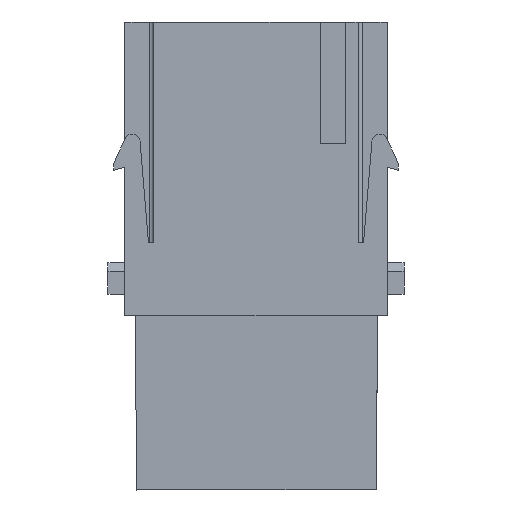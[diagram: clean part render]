
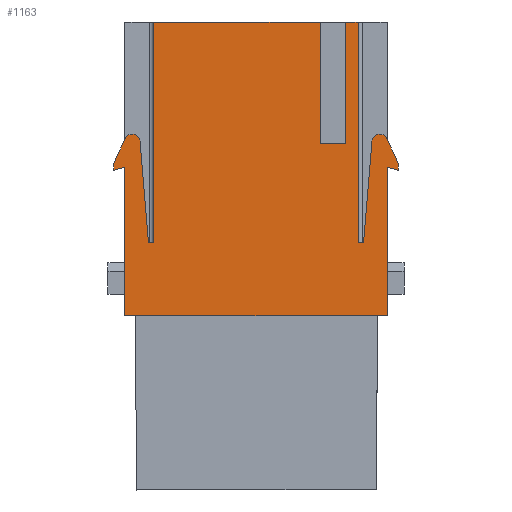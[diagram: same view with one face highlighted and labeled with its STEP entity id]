
A CAD part, left-side view. The second image highlights one B-rep face of the part: STEP entity #1163.
In plain terms, the highlighted planar face has unit normal (-1, 0, 0).
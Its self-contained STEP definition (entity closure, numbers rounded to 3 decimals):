
#838=FACE_OUTER_BOUND('',#2204,.T.);
#1163=ADVANCED_FACE('',(#838),#1518,.F.);
#1518=PLANE('',#7564);
#2035=CIRCLE('',#7562,0.9);
#2036=CIRCLE('',#7563,0.9);
#2204=EDGE_LOOP('',(#2841,#2842,#2843,#2844,#2845,#2846,#2847,#2848,#2849,
#2850,#2851,#2852,#2853,#2854,#2855,#2856,#2857,#2858,#2859,#2860,#2861,
#2862));
#2841=ORIENTED_EDGE('',*,*,#5323,.F.);
#2842=ORIENTED_EDGE('',*,*,#5324,.F.);
#2843=ORIENTED_EDGE('',*,*,#5325,.F.);
#2844=ORIENTED_EDGE('',*,*,#5326,.F.);
#2845=ORIENTED_EDGE('',*,*,#5327,.T.);
#2846=ORIENTED_EDGE('',*,*,#5328,.F.);
#2847=ORIENTED_EDGE('',*,*,#5329,.T.);
#2848=ORIENTED_EDGE('',*,*,#5318,.F.);
#2849=ORIENTED_EDGE('',*,*,#5330,.F.);
#2850=ORIENTED_EDGE('',*,*,#5331,.F.);
#2851=ORIENTED_EDGE('',*,*,#5332,.F.);
#2852=ORIENTED_EDGE('',*,*,#5333,.F.);
#2853=ORIENTED_EDGE('',*,*,#5334,.F.);
#2854=ORIENTED_EDGE('',*,*,#5335,.T.);
#2855=ORIENTED_EDGE('',*,*,#5297,.T.);
#2856=ORIENTED_EDGE('',*,*,#5336,.F.);
#2857=ORIENTED_EDGE('',*,*,#5337,.F.);
#2858=ORIENTED_EDGE('',*,*,#5338,.F.);
#2859=ORIENTED_EDGE('',*,*,#5339,.F.);
#2860=ORIENTED_EDGE('',*,*,#5340,.F.);
#2861=ORIENTED_EDGE('',*,*,#5341,.F.);
#2862=ORIENTED_EDGE('',*,*,#5314,.F.);
#4668=VERTEX_POINT('',#10104);
#4669=VERTEX_POINT('',#10106);
#4684=VERTEX_POINT('',#10139);
#4685=VERTEX_POINT('',#10141);
#4688=VERTEX_POINT('',#10148);
#4689=VERTEX_POINT('',#10150);
#4693=VERTEX_POINT('',#10160);
#4694=VERTEX_POINT('',#10162);
#4695=VERTEX_POINT('',#10164);
#4696=VERTEX_POINT('',#10166);
#4697=VERTEX_POINT('',#10168);
#4698=VERTEX_POINT('',#10170);
#4699=VERTEX_POINT('',#10173);
#4700=VERTEX_POINT('',#10175);
#4701=VERTEX_POINT('',#10177);
#4702=VERTEX_POINT('',#10179);
#4703=VERTEX_POINT('',#10181);
#4704=VERTEX_POINT('',#10184);
#4705=VERTEX_POINT('',#10186);
#4706=VERTEX_POINT('',#10188);
#4707=VERTEX_POINT('',#10190);
#4708=VERTEX_POINT('',#10192);
#5297=EDGE_CURVE('',#4669,#4668,#6116,.T.);
#5314=EDGE_CURVE('',#4684,#4685,#6131,.T.);
#5318=EDGE_CURVE('',#4688,#4689,#6135,.T.);
#5323=EDGE_CURVE('',#4693,#4684,#6139,.T.);
#5324=EDGE_CURVE('',#4694,#4693,#6140,.T.);
#5325=EDGE_CURVE('',#4695,#4694,#6141,.T.);
#5326=EDGE_CURVE('',#4696,#4695,#6142,.T.);
#5327=EDGE_CURVE('',#4696,#4697,#6143,.T.);
#5328=EDGE_CURVE('',#4698,#4697,#6144,.T.);
#5329=EDGE_CURVE('',#4698,#4689,#6145,.T.);
#5330=EDGE_CURVE('',#4699,#4688,#6146,.T.);
#5331=EDGE_CURVE('',#4700,#4699,#2035,.T.);
#5332=EDGE_CURVE('',#4701,#4700,#6147,.T.);
#5333=EDGE_CURVE('',#4702,#4701,#6148,.T.);
#5334=EDGE_CURVE('',#4703,#4702,#6149,.T.);
#5335=EDGE_CURVE('',#4703,#4669,#6150,.T.);
#5336=EDGE_CURVE('',#4704,#4668,#6151,.T.);
#5337=EDGE_CURVE('',#4705,#4704,#6152,.T.);
#5338=EDGE_CURVE('',#4706,#4705,#6153,.T.);
#5339=EDGE_CURVE('',#4707,#4706,#6154,.T.);
#5340=EDGE_CURVE('',#4708,#4707,#2036,.T.);
#5341=EDGE_CURVE('',#4685,#4708,#6155,.T.);
#6116=LINE('',#10105,#6775);
#6131=LINE('',#10140,#6790);
#6135=LINE('',#10149,#6794);
#6139=LINE('',#10159,#6798);
#6140=LINE('',#10161,#6799);
#6141=LINE('',#10163,#6800);
#6142=LINE('',#10165,#6801);
#6143=LINE('',#10167,#6802);
#6144=LINE('',#10169,#6803);
#6145=LINE('',#10171,#6804);
#6146=LINE('',#10172,#6805);
#6147=LINE('',#10176,#6806);
#6148=LINE('',#10178,#6807);
#6149=LINE('',#10180,#6808);
#6150=LINE('',#10182,#6809);
#6151=LINE('',#10183,#6810);
#6152=LINE('',#10185,#6811);
#6153=LINE('',#10187,#6812);
#6154=LINE('',#10189,#6813);
#6155=LINE('',#10193,#6814);
#6775=VECTOR('',#8049,1.);
#6790=VECTOR('',#8072,1.);
#6794=VECTOR('',#8078,1.);
#6798=VECTOR('',#8086,1.);
#6799=VECTOR('',#8087,1.);
#6800=VECTOR('',#8088,1.);
#6801=VECTOR('',#8089,1.);
#6802=VECTOR('',#8090,1.);
#6803=VECTOR('',#8091,1.);
#6804=VECTOR('',#8092,1.);
#6805=VECTOR('',#8093,1.);
#6806=VECTOR('',#8096,1.);
#6807=VECTOR('',#8097,1.);
#6808=VECTOR('',#8098,1.);
#6809=VECTOR('',#8099,1.);
#6810=VECTOR('',#8100,1.);
#6811=VECTOR('',#8101,1.);
#6812=VECTOR('',#8102,1.);
#6813=VECTOR('',#8103,1.);
#6814=VECTOR('',#8106,1.);
#7562=AXIS2_PLACEMENT_3D('',#10174,#8094,#8095);
#7563=AXIS2_PLACEMENT_3D('',#10191,#8104,#8105);
#7564=AXIS2_PLACEMENT_3D('',#10194,#8107,#8108);
#8049=DIRECTION('',(0.,-1.,0.));
#8072=DIRECTION('',(0.,-1.,0.));
#8078=DIRECTION('',(0.,-1.,0.));
#8086=DIRECTION('',(0.,0.,-1.));
#8087=DIRECTION('',(0.,-1.,0.));
#8088=DIRECTION('',(0.,0.,1.));
#8089=DIRECTION('',(0.,-1.,0.));
#8090=DIRECTION('',(0.,0.,1.));
#8091=DIRECTION('',(0.,-1.,0.));
#8092=DIRECTION('',(0.,0.,-1.));
#8093=DIRECTION('',(0.,-0.084,-0.996));
#8094=DIRECTION('',(1.,0.,0.));
#8095=DIRECTION('',(0.,1.,0.));
#8096=DIRECTION('',(0.,-0.423,0.906));
#8097=DIRECTION('',(0.,0.,1.));
#8098=DIRECTION('',(0.,0.966,-0.259));
#8099=DIRECTION('',(0.,0.,-1.));
#8100=DIRECTION('',(0.,0.,-1.));
#8101=DIRECTION('',(0.,0.966,0.259));
#8102=DIRECTION('',(0.,0.,-1.));
#8103=DIRECTION('',(0.,-0.423,-0.906));
#8104=DIRECTION('',(1.,0.,0.));
#8105=DIRECTION('',(0.,-1.,0.));
#8106=DIRECTION('',(0.,-0.084,0.996));
#8107=DIRECTION('',(1.,0.,0.));
#8108=DIRECTION('',(0.,0.,-1.));
#10104=CARTESIAN_POINT('',(-7.3,-15.15,-17.747));
#10105=CARTESIAN_POINT('',(-7.3,-15.15,-17.747));
#10106=CARTESIAN_POINT('',(-7.3,15.15,-17.747));
#10139=CARTESIAN_POINT('',(-7.3,-11.8,-9.297));
#10140=CARTESIAN_POINT('',(-7.3,-15.15,-9.297));
#10141=CARTESIAN_POINT('',(-7.3,-12.415,-9.297));
#10148=CARTESIAN_POINT('',(-7.3,12.415,-9.297));
#10149=CARTESIAN_POINT('',(-7.3,11.8,-9.297));
#10150=CARTESIAN_POINT('',(-7.3,11.8,-9.297));
#10159=CARTESIAN_POINT('',(-7.3,-11.8,-9.297));
#10160=CARTESIAN_POINT('',(-7.3,-11.8,16.153));
#10161=CARTESIAN_POINT('',(-7.3,0.,16.153));
#10162=CARTESIAN_POINT('',(-7.3,-10.3,16.153));
#10163=CARTESIAN_POINT('',(-7.3,-10.3,2.153));
#10164=CARTESIAN_POINT('',(-7.3,-10.3,2.153));
#10165=CARTESIAN_POINT('',(-7.3,-7.4,2.153));
#10166=CARTESIAN_POINT('',(-7.3,-7.4,2.153));
#10167=CARTESIAN_POINT('',(-7.3,-7.4,2.153));
#10168=CARTESIAN_POINT('',(-7.3,-7.4,16.153));
#10169=CARTESIAN_POINT('',(-7.3,0.,16.153));
#10170=CARTESIAN_POINT('',(-7.3,11.8,16.153));
#10171=CARTESIAN_POINT('',(-7.3,11.8,-9.297));
#10172=CARTESIAN_POINT('',(-7.3,13.395,2.378));
#10173=CARTESIAN_POINT('',(-7.3,13.395,2.378));
#10174=CARTESIAN_POINT('',(-7.3,14.292,2.303));
#10175=CARTESIAN_POINT('',(-7.3,15.108,2.683));
#10176=CARTESIAN_POINT('',(-7.3,16.45,-0.196));
#10177=CARTESIAN_POINT('',(-7.3,16.45,-0.196));
#10178=CARTESIAN_POINT('',(-7.3,16.45,-0.974));
#10179=CARTESIAN_POINT('',(-7.3,16.45,-0.974));
#10180=CARTESIAN_POINT('',(-7.3,15.654,-0.761));
#10181=CARTESIAN_POINT('',(-7.3,15.15,-0.626));
#10182=CARTESIAN_POINT('',(-7.3,15.15,-17.747));
#10183=CARTESIAN_POINT('',(-7.3,-15.15,-17.747));
#10184=CARTESIAN_POINT('',(-7.3,-15.15,-0.626));
#10185=CARTESIAN_POINT('',(-7.3,-15.654,-0.761));
#10186=CARTESIAN_POINT('',(-7.3,-16.45,-0.974));
#10187=CARTESIAN_POINT('',(-7.3,-16.45,-0.974));
#10188=CARTESIAN_POINT('',(-7.3,-16.45,-0.196));
#10189=CARTESIAN_POINT('',(-7.3,-16.45,-0.196));
#10190=CARTESIAN_POINT('',(-7.3,-15.108,2.683));
#10191=CARTESIAN_POINT('',(-7.3,-14.292,2.303));
#10192=CARTESIAN_POINT('',(-7.3,-13.395,2.378));
#10193=CARTESIAN_POINT('',(-7.3,-13.395,2.378));
#10194=CARTESIAN_POINT('',(-7.3,-15.15,-17.747));
